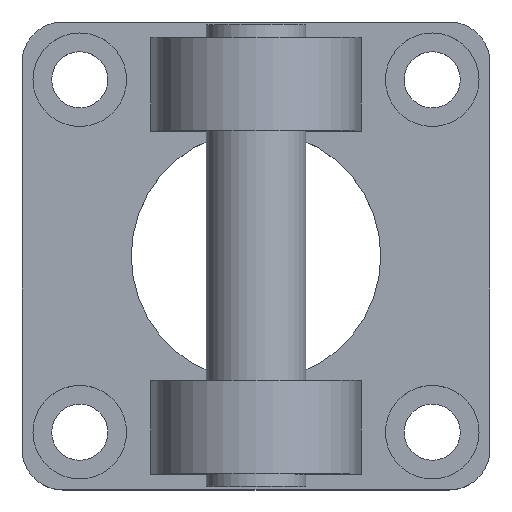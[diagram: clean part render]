
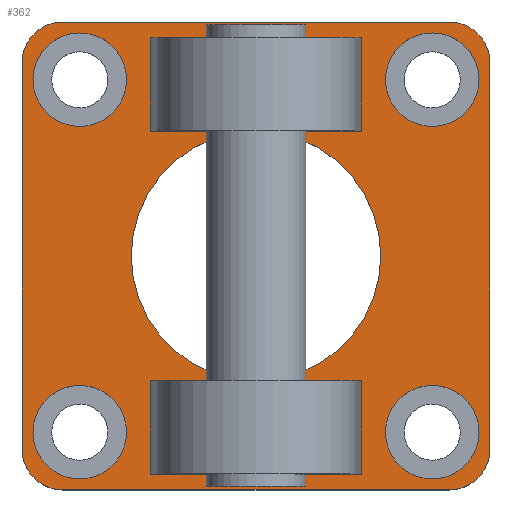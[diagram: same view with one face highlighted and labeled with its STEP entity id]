
A CAD part, top view. The second image highlights one B-rep face of the part: STEP entity #362.
In plain terms, the highlighted planar face has unit normal (0, 0, 1).
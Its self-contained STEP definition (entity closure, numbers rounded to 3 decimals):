
#142=CARTESIAN_POINT('',(0.0,-20.0,12.));
#143=VERTEX_POINT('',#142);
#144=CARTESIAN_POINT('',(0.0,20.0,12.));
#145=VERTEX_POINT('',#144);
#146=CARTESIAN_POINT('',(0.0,0.0,12.));
#147=DIRECTION('',(0.0,0.0,-1.0));
#148=DIRECTION('',(-1.0,0.0,0.0));
#149=AXIS2_PLACEMENT_3D('',#146,#147,#148);
#150=CIRCLE('',#149,20.0);
#151=EDGE_CURVE('',#143,#145,#150,.T.);
#153=CARTESIAN_POINT('',(0.0,0.0,12.));
#154=DIRECTION('',(0.0,0.0,-1.0));
#155=DIRECTION('',(-1.0,0.0,0.0));
#156=AXIS2_PLACEMENT_3D('',#153,#154,#155);
#157=CIRCLE('',#156,20.0);
#158=EDGE_CURVE('',#145,#143,#157,.T.);
#163=CARTESIAN_POINT('',(0.0,0.0,12.));
#164=DIRECTION('',(0.0,0.0,1.0));
#165=DIRECTION('',(1.0,0.0,0.0));
#166=AXIS2_PLACEMENT_3D('',#163,#164,#165);
#167=PLANE('',#166);
#168=CARTESIAN_POINT('',(37.5,-31.,12.));
#169=VERTEX_POINT('',#168);
#170=CARTESIAN_POINT('',(31.,-37.5,12.));
#171=VERTEX_POINT('',#170);
#172=CARTESIAN_POINT('',(31.,-31.,12.));
#173=DIRECTION('',(0.0,0.0,-1.));
#174=DIRECTION('',(0.707,-0.707,0.0));
#175=AXIS2_PLACEMENT_3D('',#172,#173,#174);
#176=CIRCLE('',#175,6.5);
#177=EDGE_CURVE('',#169,#171,#176,.T.);
#178=ORIENTED_EDGE('',*,*,#177,.F.);
#179=CARTESIAN_POINT('',(37.5,31.0,12.));
#180=VERTEX_POINT('',#179);
#181=CARTESIAN_POINT('',(37.5,31.0,12.));
#182=DIRECTION('',(0.0,-1.0,0.0));
#183=VECTOR('',#182,62.0);
#184=LINE('',#181,#183);
#185=EDGE_CURVE('',#180,#169,#184,.T.);
#186=ORIENTED_EDGE('',*,*,#185,.F.);
#187=CARTESIAN_POINT('',(31.,37.5,12.));
#188=VERTEX_POINT('',#187);
#189=CARTESIAN_POINT('',(31.,31.0,12.));
#190=DIRECTION('',(0.0,0.0,-1.));
#191=DIRECTION('',(0.707,0.707,0.0));
#192=AXIS2_PLACEMENT_3D('',#189,#190,#191);
#193=CIRCLE('',#192,6.5);
#194=EDGE_CURVE('',#188,#180,#193,.T.);
#195=ORIENTED_EDGE('',*,*,#194,.F.);
#196=CARTESIAN_POINT('',(-31.,37.5,12.));
#197=VERTEX_POINT('',#196);
#198=CARTESIAN_POINT('',(-31.,37.5,12.));
#199=DIRECTION('',(1.0,0.0,0.0));
#200=VECTOR('',#199,62.);
#201=LINE('',#198,#200);
#202=EDGE_CURVE('',#197,#188,#201,.T.);
#203=ORIENTED_EDGE('',*,*,#202,.F.);
#204=CARTESIAN_POINT('',(-37.5,31.,12.));
#205=VERTEX_POINT('',#204);
#206=CARTESIAN_POINT('',(-31.,31.,12.));
#207=DIRECTION('',(0.0,0.0,-1.));
#208=DIRECTION('',(-0.707,0.707,0.0));
#209=AXIS2_PLACEMENT_3D('',#206,#207,#208);
#210=CIRCLE('',#209,6.5);
#211=EDGE_CURVE('',#205,#197,#210,.T.);
#212=ORIENTED_EDGE('',*,*,#211,.F.);
#213=CARTESIAN_POINT('',(-37.5,-31.0,12.));
#214=VERTEX_POINT('',#213);
#215=CARTESIAN_POINT('',(-37.5,-31.0,12.));
#216=DIRECTION('',(0.0,1.0,0.0));
#217=VECTOR('',#216,62.0);
#218=LINE('',#215,#217);
#219=EDGE_CURVE('',#214,#205,#218,.T.);
#220=ORIENTED_EDGE('',*,*,#219,.F.);
#221=CARTESIAN_POINT('',(-31.,-37.5,12.));
#222=VERTEX_POINT('',#221);
#223=CARTESIAN_POINT('',(-31.,-31.0,12.));
#224=DIRECTION('',(0.0,0.0,-1.));
#225=DIRECTION('',(-0.707,-0.707,0.0));
#226=AXIS2_PLACEMENT_3D('',#223,#224,#225);
#227=CIRCLE('',#226,6.5);
#228=EDGE_CURVE('',#222,#214,#227,.T.);
#229=ORIENTED_EDGE('',*,*,#228,.F.);
#230=CARTESIAN_POINT('',(31.,-37.5,12.));
#231=DIRECTION('',(-1.0,0.0,0.0));
#232=VECTOR('',#231,62.);
#233=LINE('',#230,#232);
#234=EDGE_CURVE('',#171,#222,#233,.T.);
#235=ORIENTED_EDGE('',*,*,#234,.F.);
#236=EDGE_LOOP('',(#178,#186,#195,#203,#212,#220,#229,#235));
#237=FACE_OUTER_BOUND('',#236,.T.);
#238=CARTESIAN_POINT('',(16.888,-20.0,12.));
#239=VERTEX_POINT('',#238);
#240=CARTESIAN_POINT('',(16.888,-35.0,12.));
#241=VERTEX_POINT('',#240);
#242=CARTESIAN_POINT('',(16.888,-20.0,12.));
#243=DIRECTION('',(0.0,-1.0,0.0));
#244=VECTOR('',#243,15.0);
#245=LINE('',#242,#244);
#246=EDGE_CURVE('',#239,#241,#245,.T.);
#247=ORIENTED_EDGE('',*,*,#246,.T.);
#248=CARTESIAN_POINT('',(-16.888,-35.0,12.));
#249=VERTEX_POINT('',#248);
#250=CARTESIAN_POINT('',(16.888,-35.0,12.));
#251=DIRECTION('',(-1.0,0.0,0.0));
#252=VECTOR('',#251,33.777);
#253=LINE('',#250,#252);
#254=EDGE_CURVE('',#241,#249,#253,.T.);
#255=ORIENTED_EDGE('',*,*,#254,.T.);
#256=CARTESIAN_POINT('',(-16.888,-20.0,12.));
#257=VERTEX_POINT('',#256);
#258=CARTESIAN_POINT('',(-16.888,-35.0,12.));
#259=DIRECTION('',(0.0,1.0,0.0));
#260=VECTOR('',#259,15.0);
#261=LINE('',#258,#260);
#262=EDGE_CURVE('',#249,#257,#261,.T.);
#263=ORIENTED_EDGE('',*,*,#262,.T.);
#264=CARTESIAN_POINT('',(0.0,-20.0,12.));
#265=DIRECTION('',(-1.0,0.0,0.0));
#266=VECTOR('',#265,16.888);
#267=LINE('',#264,#266);
#268=EDGE_CURVE('',#143,#257,#267,.T.);
#269=ORIENTED_EDGE('',*,*,#268,.F.);
#270=ORIENTED_EDGE('',*,*,#151,.T.);
#271=CARTESIAN_POINT('',(-16.888,20.0,12.));
#272=VERTEX_POINT('',#271);
#273=CARTESIAN_POINT('',(0.0,20.0,12.));
#274=DIRECTION('',(-1.0,0.0,0.0));
#275=VECTOR('',#274,16.888);
#276=LINE('',#273,#275);
#277=EDGE_CURVE('',#145,#272,#276,.T.);
#278=ORIENTED_EDGE('',*,*,#277,.T.);
#279=CARTESIAN_POINT('',(-16.888,35.0,12.));
#280=VERTEX_POINT('',#279);
#281=CARTESIAN_POINT('',(-16.888,20.0,12.));
#282=DIRECTION('',(0.0,1.0,0.0));
#283=VECTOR('',#282,15.0);
#284=LINE('',#281,#283);
#285=EDGE_CURVE('',#272,#280,#284,.T.);
#286=ORIENTED_EDGE('',*,*,#285,.T.);
#287=CARTESIAN_POINT('',(16.888,35.0,12.));
#288=VERTEX_POINT('',#287);
#289=CARTESIAN_POINT('',(-16.888,35.0,12.));
#290=DIRECTION('',(1.0,0.0,0.0));
#291=VECTOR('',#290,33.777);
#292=LINE('',#289,#291);
#293=EDGE_CURVE('',#280,#288,#292,.T.);
#294=ORIENTED_EDGE('',*,*,#293,.T.);
#295=CARTESIAN_POINT('',(16.888,20.0,12.));
#296=VERTEX_POINT('',#295);
#297=CARTESIAN_POINT('',(16.888,35.0,12.));
#298=DIRECTION('',(0.0,-1.0,0.0));
#299=VECTOR('',#298,15.0);
#300=LINE('',#297,#299);
#301=EDGE_CURVE('',#288,#296,#300,.T.);
#302=ORIENTED_EDGE('',*,*,#301,.T.);
#303=CARTESIAN_POINT('',(16.888,20.0,12.));
#304=DIRECTION('',(-1.0,0.0,0.0));
#305=VECTOR('',#304,16.888);
#306=LINE('',#303,#305);
#307=EDGE_CURVE('',#296,#145,#306,.T.);
#308=ORIENTED_EDGE('',*,*,#307,.T.);
#309=ORIENTED_EDGE('',*,*,#158,.T.);
#310=CARTESIAN_POINT('',(16.888,-20.0,12.));
#311=DIRECTION('',(-1.0,0.0,0.0));
#312=VECTOR('',#311,16.888);
#313=LINE('',#310,#312);
#314=EDGE_CURVE('',#239,#143,#313,.T.);
#315=ORIENTED_EDGE('',*,*,#314,.F.);
#316=EDGE_LOOP('',(#247,#255,#263,#269,#270,#278,#286,#294,#302,#308,#309,#315));
#317=FACE_BOUND('',#316,.T.);
#318=CARTESIAN_POINT('',(35.75,-28.25,12.));
#319=VERTEX_POINT('',#318);
#320=CARTESIAN_POINT('',(28.25,-28.25,12.));
#321=DIRECTION('',(0.0,0.0,-1.0));
#322=DIRECTION('',(1.0,0.0,0.0));
#323=AXIS2_PLACEMENT_3D('',#320,#321,#322);
#324=CIRCLE('',#323,7.5);
#325=EDGE_CURVE('',#319,#319,#324,.T.);
#326=ORIENTED_EDGE('',*,*,#325,.T.);
#327=EDGE_LOOP('',(#326));
#328=FACE_BOUND('',#327,.T.);
#329=CARTESIAN_POINT('',(-20.75,28.25,12.));
#330=VERTEX_POINT('',#329);
#331=CARTESIAN_POINT('',(-28.25,28.25,12.));
#332=DIRECTION('',(0.0,0.0,-1.0));
#333=DIRECTION('',(1.0,0.0,0.0));
#334=AXIS2_PLACEMENT_3D('',#331,#332,#333);
#335=CIRCLE('',#334,7.5);
#336=EDGE_CURVE('',#330,#330,#335,.T.);
#337=ORIENTED_EDGE('',*,*,#336,.T.);
#338=EDGE_LOOP('',(#337));
#339=FACE_BOUND('',#338,.T.);
#340=CARTESIAN_POINT('',(-20.75,-28.25,12.));
#341=VERTEX_POINT('',#340);
#342=CARTESIAN_POINT('',(-28.25,-28.25,12.));
#343=DIRECTION('',(0.0,0.0,-1.0));
#344=DIRECTION('',(1.0,0.0,0.0));
#345=AXIS2_PLACEMENT_3D('',#342,#343,#344);
#346=CIRCLE('',#345,7.5);
#347=EDGE_CURVE('',#341,#341,#346,.T.);
#348=ORIENTED_EDGE('',*,*,#347,.T.);
#349=EDGE_LOOP('',(#348));
#350=FACE_BOUND('',#349,.T.);
#351=CARTESIAN_POINT('',(35.75,28.25,12.));
#352=VERTEX_POINT('',#351);
#353=CARTESIAN_POINT('',(28.25,28.25,12.));
#354=DIRECTION('',(0.0,0.0,-1.0));
#355=DIRECTION('',(1.0,0.0,0.0));
#356=AXIS2_PLACEMENT_3D('',#353,#354,#355);
#357=CIRCLE('',#356,7.5);
#358=EDGE_CURVE('',#352,#352,#357,.T.);
#359=ORIENTED_EDGE('',*,*,#358,.T.);
#360=EDGE_LOOP('',(#359));
#361=FACE_BOUND('',#360,.T.);
#362=ADVANCED_FACE('',(#237,#317,#328,#339,#350,#361),#167,.T.);
